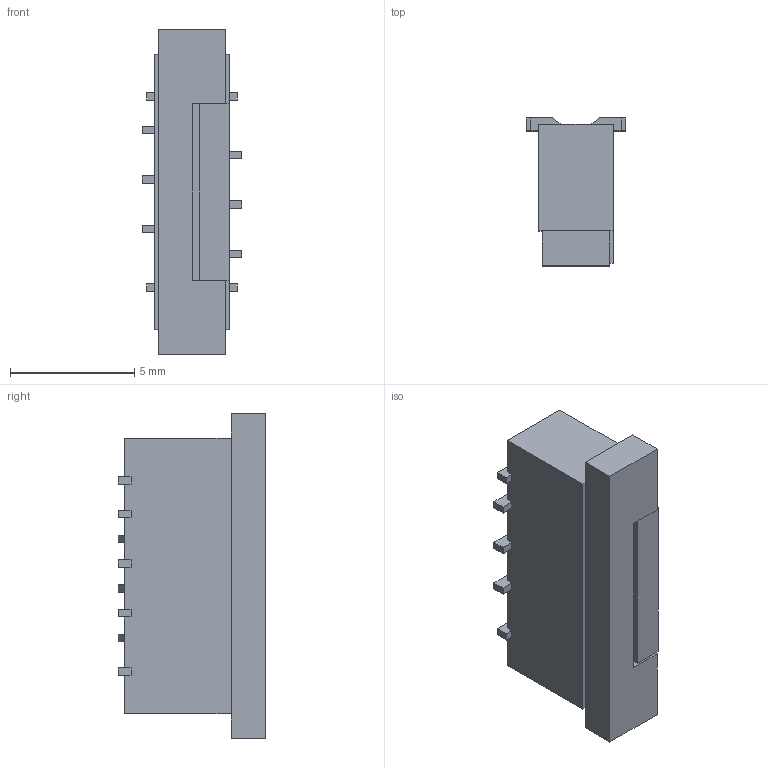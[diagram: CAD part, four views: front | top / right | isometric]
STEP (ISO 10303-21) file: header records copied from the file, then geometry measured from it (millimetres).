
FILE_DESCRIPTION(('CoCreate Modeling STEP Export'),'2;1');
FILE_NAME('1.0-5-06Pinzhengjiao.stp','2020-05-12T16:58:38',(''),(''),'CoCreate Modeling STEP processor for AP214 (Solid Model)','CoCreate Modeling 17.0 01-Apr-2010 (C) Parametric Technology GmbH','');
FILE_SCHEMA(('AUTOMOTIVE_DESIGN { 1 0 10303 214 1 1 1 1 }'));
Length unit declared in the file: millimetre
Products named in the file (2): 1.0-5-06Pin正脚
Assembly tree (1 placements, depth 2):
  1.0-5-06Pin正脚
    1.0-5-06Pin正脚
Bounding box: 4 x 5.95 x 13.1 mm (x, y, z)
Volume: 185.8 mm3; surface area: 314.4 mm2
Topology: 1 solids, 1 shells, 84 faces, 240 edges, 158 vertices
Faces by surface type: plane 84
Entity records: 2695 total; most frequent: ORIENTED_EDGE 480, CARTESIAN_POINT 461, DIRECTION 375, EDGE_CURVE 240, VECTOR 231, LINE 231, VERTEX_POINT 158, EDGE_LOOP 84
